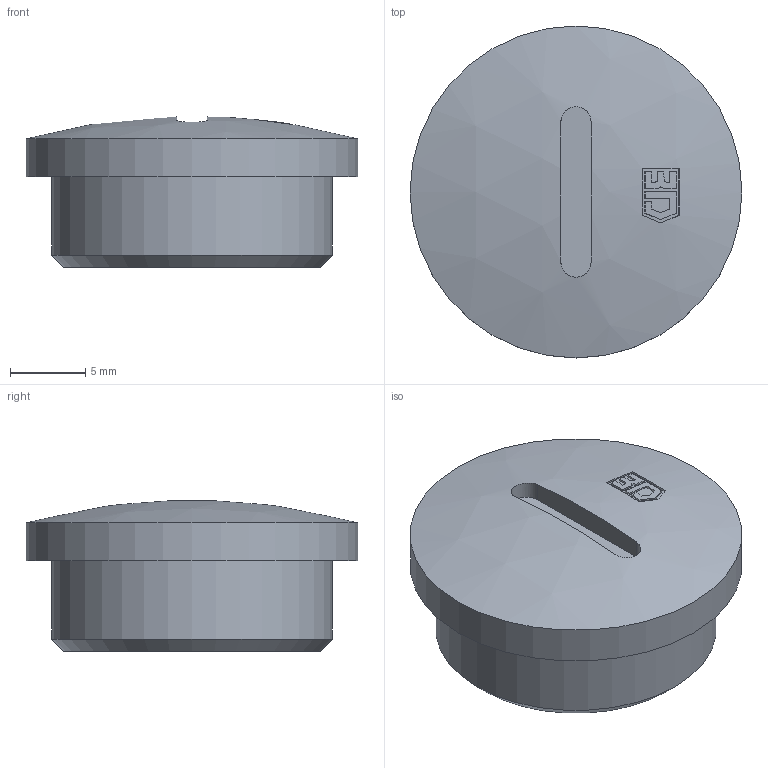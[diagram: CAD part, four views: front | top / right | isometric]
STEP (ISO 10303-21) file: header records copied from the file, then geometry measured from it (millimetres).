
FILE_DESCRIPTION(/* description */ ('STEP AP203'),/* implementation_level */ '2;1');
FILE_NAME(/* name */ '52010200_BL 11.stp',/* time_stamp */ '2015-12-08T07:33:53+01:00',/* author */ ('kleemann'),/* organization */ (''),/* preprocessor_version */ 'ST-DEVELOPER v16.1',/* originating_system */ 'Autodesk Inventor 2016',/* authorisation */ '');
FILE_SCHEMA (('AUTOMOTIVE_DESIGN { 1 0 10303 214 3 1 1 }'));
Length unit declared in the file: millimetre
Products named in the file (1): BL 11
Bounding box: 22 x 22 x 9.96 mm (x, y, z)
Volume: 1741.4 mm3; surface area: 1606.8 mm2
Topology: 1 solids, 1 shells, 50 faces, 126 edges, 84 vertices
Faces by surface type: plane 40, cylinder 5, sphere 4, cone 1
Full cylindrical faces by diameter (mm): 14 x1, 18.6 x1, 22 x1
Entity records: 1574 total; most frequent: DIRECTION 300, CARTESIAN_POINT 289, ORIENTED_EDGE 242, AXIS2_PLACEMENT_3D 130, EDGE_CURVE 121, VERTEX_POINT 83, CIRCLE 79, EDGE_LOOP 60
